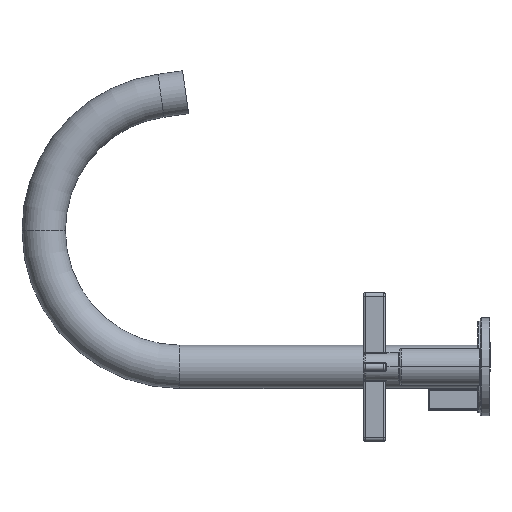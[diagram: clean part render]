
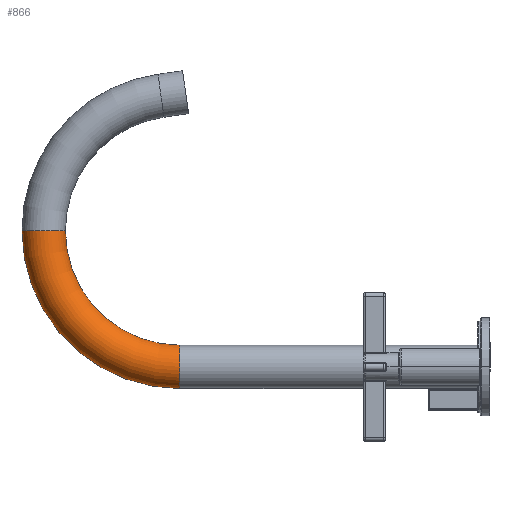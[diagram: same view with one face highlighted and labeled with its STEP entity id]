
A CAD part, left-side view. The second image highlights one B-rep face of the part: STEP entity #866.
In plain terms, the highlighted toroidal (fillet/blend) face has major radius 69.85 mm and minor radius 11.113 mm.
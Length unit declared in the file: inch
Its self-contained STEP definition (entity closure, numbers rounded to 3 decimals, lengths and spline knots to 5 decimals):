
#643=CARTESIAN_POINT('',(0.,6.25655,2.75));
#644=DIRECTION('',(1.,0.,0.));
#645=DIRECTION('',(0.,0.,-1.));
#646=AXIS2_PLACEMENT_3D('',#643,#644,#645);
#666=CARTESIAN_POINT('',(0.,6.25655,0.));
#667=DIRECTION('',(0.,1.,0.));
#668=DIRECTION('',(0.,0.,-1.));
#669=AXIS2_PLACEMENT_3D('',#666,#667,#668);
#671=CARTESIAN_POINT('',(0.,6.25655,2.75));
#672=DIRECTION('',(1.,0.,0.));
#673=DIRECTION('',(0.,0.,-1.));
#674=AXIS2_PLACEMENT_3D('',#671,#672,#673);
#676=CARTESIAN_POINT('',(0.,9.00655,2.75));
#677=DIRECTION('',(0.,0.,1.));
#678=DIRECTION('',(0.,1.,0.));
#679=AXIS2_PLACEMENT_3D('',#676,#677,#678);
#713=CARTESIAN_POINT('',(0.,6.25655,0.4375));
#714=CARTESIAN_POINT('',(0.,6.25655,-0.4375));
#715=VERTEX_POINT('',#713);
#716=VERTEX_POINT('',#714);
#717=CARTESIAN_POINT('',(0.,8.56905,2.75));
#718=CARTESIAN_POINT('',(0.,9.44405,2.75));
#719=VERTEX_POINT('',#717);
#720=VERTEX_POINT('',#718);
#854=CARTESIAN_POINT('',(0.,6.25655,2.75));
#855=DIRECTION('',(1.,0.,0.));
#856=DIRECTION('',(0.,0.,1.));
#857=AXIS2_PLACEMENT_3D('',#854,#855,#856);
#858=TOROIDAL_SURFACE('',#857,2.75,0.4375);
#859=ORIENTED_EDGE('',*,*,#848,.F.);
#860=ORIENTED_EDGE('',*,*,#810,.T.);
#862=ORIENTED_EDGE('',*,*,#861,.T.);
#863=ORIENTED_EDGE('',*,*,#807,.F.);
#864=EDGE_LOOP('',(#859,#860,#862,#863));
#865=FACE_OUTER_BOUND('',#864,.F.);
#866=ADVANCED_FACE('',(#865),#858,.T.);
#647=CIRCLE('',#646,2.3125);
#670=CIRCLE('',#669,0.4375);
#675=CIRCLE('',#674,3.1875);
#680=CIRCLE('',#679,0.4375);
#807=EDGE_CURVE('',#715,#719,#647,.T.);
#810=EDGE_CURVE('',#716,#720,#675,.T.);
#848=EDGE_CURVE('',#716,#715,#670,.T.);
#861=EDGE_CURVE('',#720,#719,#680,.T.);
